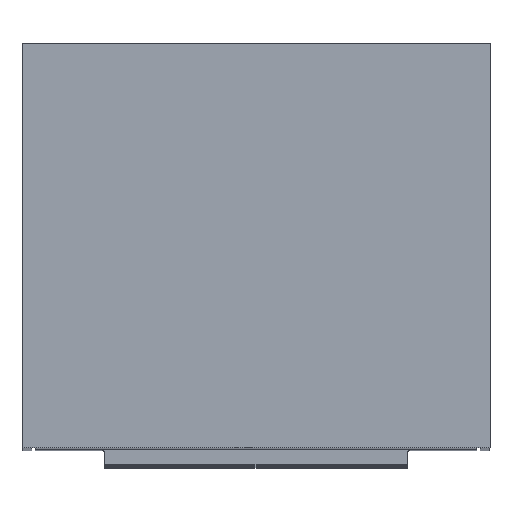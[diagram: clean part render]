
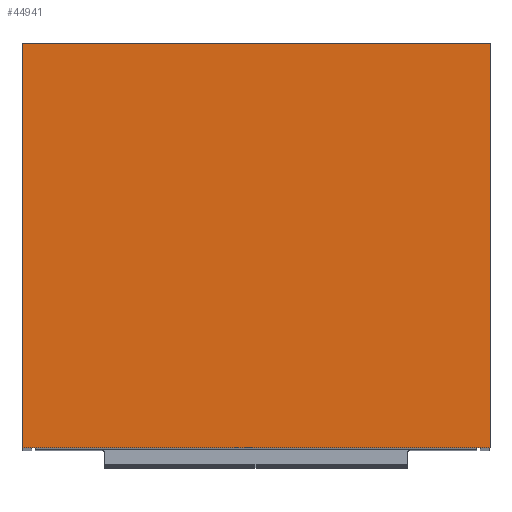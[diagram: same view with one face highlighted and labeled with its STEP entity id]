
A CAD part, top view. The second image highlights one B-rep face of the part: STEP entity #44941.
In plain terms, the highlighted planar face has unit normal (0, 0, 1).
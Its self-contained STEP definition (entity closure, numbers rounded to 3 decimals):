
#2315=PLANE('',#48746);
#5198=FACE_OUTER_BOUND('',#7788,.T.);
#7788=EDGE_LOOP('',(#41801,#41802,#41803,#41804));
#12526=LINE('',#77474,#17284);
#12529=LINE('',#77480,#17287);
#12532=LINE('',#77486,#17290);
#12535=LINE('',#77490,#17293);
#17284=VECTOR('',#60958,401.);
#17287=VECTOR('',#60963,346.5);
#17290=VECTOR('',#60968,401.);
#17293=VECTOR('',#60973,346.5);
#22716=VERTEX_POINT('',#77471);
#22717=VERTEX_POINT('',#77473);
#22719=VERTEX_POINT('',#77479);
#22721=VERTEX_POINT('',#77485);
#29077=EDGE_CURVE('',#22717,#22716,#12526,.T.);
#29080=EDGE_CURVE('',#22719,#22717,#12529,.T.);
#29083=EDGE_CURVE('',#22721,#22719,#12532,.T.);
#29086=EDGE_CURVE('',#22716,#22721,#12535,.T.);
#41801=ORIENTED_EDGE('',*,*,#29086,.T.);
#41802=ORIENTED_EDGE('',*,*,#29083,.T.);
#41803=ORIENTED_EDGE('',*,*,#29080,.T.);
#41804=ORIENTED_EDGE('',*,*,#29077,.T.);
#44941=ADVANCED_FACE('',(#5198),#2315,.T.);
#48746=AXIS2_PLACEMENT_3D('',#77491,#60974,#60975);
#60958=DIRECTION('',(-1.,0.,0.));
#60963=DIRECTION('',(0.,1.,0.));
#60968=DIRECTION('',(1.,0.,0.));
#60973=DIRECTION('',(0.,-1.,0.));
#60974=DIRECTION('center_axis',(0.,0.,1.));
#60975=DIRECTION('ref_axis',(1.,0.,0.));
#77471=CARTESIAN_POINT('',(-0.5,346.,1710.));
#77473=CARTESIAN_POINT('',(400.5,346.,1710.));
#77474=CARTESIAN_POINT('',(400.5,346.,1710.));
#77479=CARTESIAN_POINT('',(400.5,-0.5,1710.));
#77480=CARTESIAN_POINT('',(400.5,-0.5,1710.));
#77485=CARTESIAN_POINT('',(-0.5,-0.5,1710.));
#77486=CARTESIAN_POINT('',(-0.5,-0.5,1710.));
#77490=CARTESIAN_POINT('',(-0.5,346.,1710.));
#77491=CARTESIAN_POINT('Origin',(200.,172.75,1710.));
